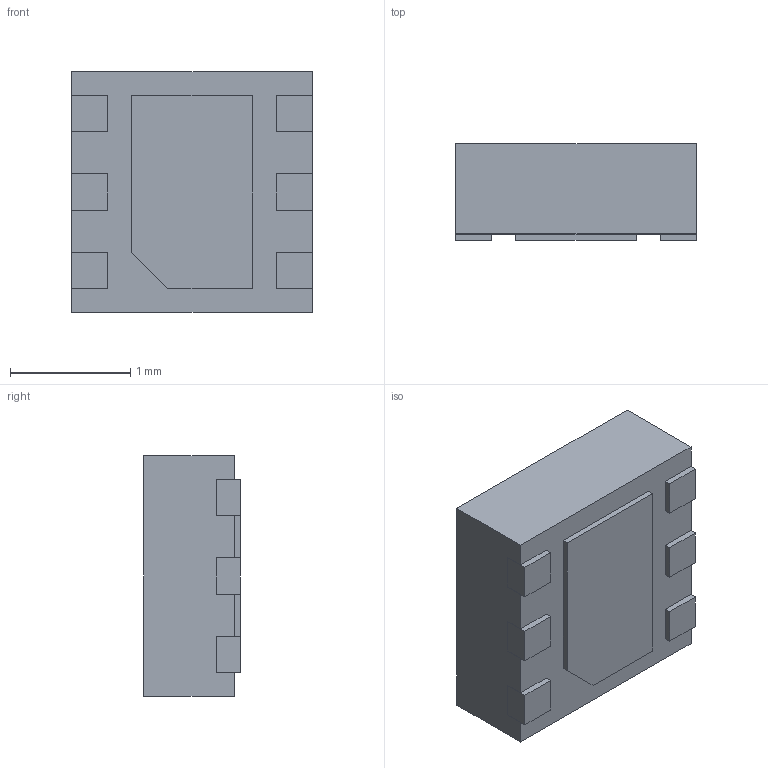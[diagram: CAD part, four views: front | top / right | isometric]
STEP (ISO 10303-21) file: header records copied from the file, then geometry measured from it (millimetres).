
FILE_DESCRIPTION (( 'STEP AP214' ), '1' );
FILE_NAME ('NCP718AMT250TBG.STEP', '2023-10-23T13:57:43', ( '' ), ( '' ), 'SwSTEP 2.0', 'SolidWorks 2021', '' );
FILE_SCHEMA (( 'AUTOMOTIVE_DESIGN' ));
Length unit declared in the file: millimetre
Products named in the file (1): NCP718AMT250TBG
Bounding box: 2 x 0.8 x 2 mm (x, y, z)
Volume: 3.1 mm3; surface area: 22.1 mm2
Topology: 9 solids, 9 shells, 86 faces, 198 edges, 132 vertices
Faces by surface type: plane 82, cylinder 4
Entity records: 2496 total; most frequent: CARTESIAN_POINT 417, ORIENTED_EDGE 396, DIRECTION 380, EDGE_CURVE 198, LINE 190, VECTOR 190, VERTEX_POINT 132, AXIS2_PLACEMENT_3D 95
